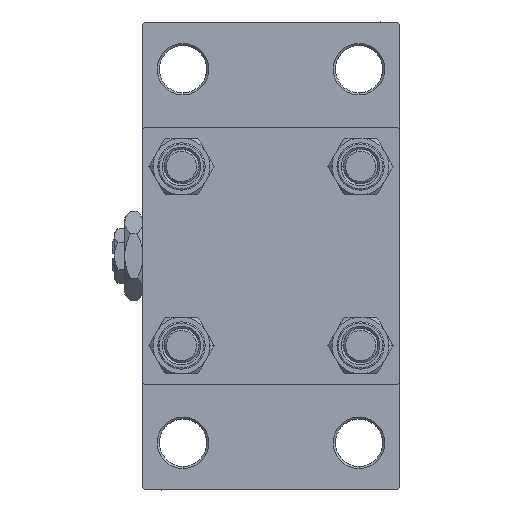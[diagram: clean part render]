
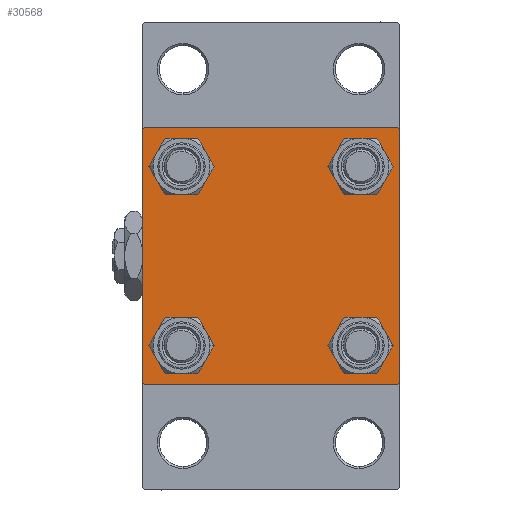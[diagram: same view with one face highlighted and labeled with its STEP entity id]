
A CAD part, left-side view. The second image highlights one B-rep face of the part: STEP entity #30568.
In plain terms, the highlighted planar face has unit normal (-1, 0, 0).
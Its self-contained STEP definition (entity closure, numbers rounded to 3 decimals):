
#72 = ORIENTED_EDGE ( 'NONE', *, *, #23069, .T. ) ;
#318 = EDGE_CURVE ( 'NONE', #11847, #3355, #9894, .T. ) ;
#846 = DIRECTION ( 'NONE',  ( 0., 0., 1. ) ) ;
#1065 = DIRECTION ( 'NONE',  ( 0., 0., 1. ) ) ;
#1134 = EDGE_CURVE ( 'NONE', #14013, #2571, #6434, .T. ) ;
#1142 = AXIS2_PLACEMENT_3D ( 'NONE', #42985, #5433, #20721 ) ;
#1164 = ORIENTED_EDGE ( 'NONE', *, *, #42197, .T. ) ;
#1285 = VERTEX_POINT ( 'NONE', #26955 ) ;
#2155 = EDGE_LOOP ( 'NONE', ( #21679, #12909 ) ) ;
#2158 = AXIS2_PLACEMENT_3D ( 'NONE', #31423, #31666, #20147 ) ;
#2571 = VERTEX_POINT ( 'NONE', #14836 ) ;
#2574 = CARTESIAN_POINT ( 'NONE',  ( 0., 20.85, 16.35 ) ) ;
#2644 = AXIS2_PLACEMENT_3D ( 'NONE', #40182, #20417, #28185 ) ;
#2980 = EDGE_CURVE ( 'NONE', #14053, #20662, #35279, .T. ) ;
#3355 = VERTEX_POINT ( 'NONE', #21609 ) ;
#3457 = LINE ( 'NONE', #34021, #30623 ) ;
#4593 = CARTESIAN_POINT ( 'NONE',  ( 0., -29.5, -30. ) ) ;
#5310 = ORIENTED_EDGE ( 'NONE', *, *, #318, .T. ) ;
#5433 = DIRECTION ( 'NONE',  ( -1., 0., 0. ) ) ;
#5706 = CARTESIAN_POINT ( 'NONE',  ( 0., 30., 30. ) ) ;
#5874 = EDGE_CURVE ( 'NONE', #1285, #19345, #16601, .T. ) ;
#5902 = DIRECTION ( 'NONE',  ( 1., 0., 0. ) ) ;
#6005 = EDGE_CURVE ( 'NONE', #14013, #14053, #13392, .T. ) ;
#6434 = LINE ( 'NONE', #5706, #22948 ) ;
#6495 = EDGE_CURVE ( 'NONE', #43081, #45491, #37418, .T. ) ;
#7082 = VERTEX_POINT ( 'NONE', #23616 ) ;
#7624 = DIRECTION ( 'NONE',  ( 1., 0., 0. ) ) ;
#7888 = AXIS2_PLACEMENT_3D ( 'NONE', #38883, #35386, #1065 ) ;
#8367 = CARTESIAN_POINT ( 'NONE',  ( 0., -20.85, -20.85 ) ) ;
#8757 = CIRCLE ( 'NONE', #42288, 4.5 ) ;
#8818 = VERTEX_POINT ( 'NONE', #42155 ) ;
#9894 = LINE ( 'NONE', #21651, #15736 ) ;
#10896 = DIRECTION ( 'NONE',  ( 0., 0., 1. ) ) ;
#11123 = CARTESIAN_POINT ( 'NONE',  ( 0., 20.85, -25.35 ) ) ;
#11450 = CARTESIAN_POINT ( 'NONE',  ( 0., -30., 30. ) ) ;
#11847 = VERTEX_POINT ( 'NONE', #4593 ) ;
#11851 = AXIS2_PLACEMENT_3D ( 'NONE', #28955, #5902, #40455 ) ;
#12909 = ORIENTED_EDGE ( 'NONE', *, *, #5874, .T. ) ;
#12983 = CIRCLE ( 'NONE', #2644, 4.5 ) ;
#13392 = LINE ( 'NONE', #44132, #34172 ) ;
#13486 = DIRECTION ( 'NONE',  ( 0., -1., 0. ) ) ;
#13651 = ORIENTED_EDGE ( 'NONE', *, *, #33748, .F. ) ;
#14013 = VERTEX_POINT ( 'NONE', #40981 ) ;
#14053 = VERTEX_POINT ( 'NONE', #25474 ) ;
#14409 = EDGE_CURVE ( 'NONE', #19345, #1285, #27079, .T. ) ;
#14416 = CARTESIAN_POINT ( 'NONE',  ( 0., -20.85, 20.85 ) ) ;
#14714 = EDGE_CURVE ( 'NONE', #45491, #43081, #8757, .T. ) ;
#14836 = CARTESIAN_POINT ( 'NONE',  ( 0., -29.5, 30. ) ) ;
#15736 = VECTOR ( 'NONE', #17406, 1000. ) ;
#16156 = ORIENTED_EDGE ( 'NONE', *, *, #2980, .T. ) ;
#16193 = LINE ( 'NONE', #11450, #38867 ) ;
#16462 = FACE_BOUND ( 'NONE', #2155, .T. ) ;
#16601 = CIRCLE ( 'NONE', #2158, 4.5 ) ;
#17406 = DIRECTION ( 'NONE',  ( 0., -0.707, 0.707 ) ) ;
#18123 = ORIENTED_EDGE ( 'NONE', *, *, #22342, .T. ) ;
#19093 = ORIENTED_EDGE ( 'NONE', *, *, #6495, .T. ) ;
#19345 = VERTEX_POINT ( 'NONE', #43022 ) ;
#20009 = EDGE_CURVE ( 'NONE', #29681, #28839, #36098, .T. ) ;
#20147 = DIRECTION ( 'NONE',  ( 0., 0., 1. ) ) ;
#20220 = FACE_BOUND ( 'NONE', #45317, .T. ) ;
#20417 = DIRECTION ( 'NONE',  ( 1., 0., 0. ) ) ;
#20461 = FACE_BOUND ( 'NONE', #49025, .T. ) ;
#20662 = VERTEX_POINT ( 'NONE', #30758 ) ;
#20721 = DIRECTION ( 'NONE',  ( 0., 0., 1. ) ) ;
#21609 = CARTESIAN_POINT ( 'NONE',  ( 0., -30., -29.5 ) ) ;
#21651 = CARTESIAN_POINT ( 'NONE',  ( 0., -29.75, -29.75 ) ) ;
#21679 = ORIENTED_EDGE ( 'NONE', *, *, #14409, .T. ) ;
#22199 = LINE ( 'NONE', #45469, #30153 ) ;
#22342 = EDGE_CURVE ( 'NONE', #20662, #7082, #28541, .T. ) ;
#22351 = DIRECTION ( 'NONE',  ( 1., 0., 0. ) ) ;
#22948 = VECTOR ( 'NONE', #13486, 1000. ) ;
#23069 = EDGE_CURVE ( 'NONE', #7082, #11847, #3457, .T. ) ;
#23610 = EDGE_CURVE ( 'NONE', #30362, #8818, #12983, .T. ) ;
#23616 = CARTESIAN_POINT ( 'NONE',  ( 0., 29.5, -30. ) ) ;
#23674 = ORIENTED_EDGE ( 'NONE', *, *, #45630, .T. ) ;
#24272 = DIRECTION ( 'NONE',  ( 0., 0., -1. ) ) ;
#25474 = CARTESIAN_POINT ( 'NONE',  ( 0., 30., 29.5 ) ) ;
#25991 = CARTESIAN_POINT ( 'NONE',  ( 0., -30., 29.5 ) ) ;
#26098 = CARTESIAN_POINT ( 'NONE',  ( 0., 20.85, -20.85 ) ) ;
#26280 = CIRCLE ( 'NONE', #7888, 4.5 ) ;
#26357 = ORIENTED_EDGE ( 'NONE', *, *, #43528, .T. ) ;
#26502 = DIRECTION ( 'NONE',  ( 0., -1., 0. ) ) ;
#26600 = DIRECTION ( 'NONE',  ( 0., 0., 1. ) ) ;
#26955 = CARTESIAN_POINT ( 'NONE',  ( 0., -20.85, 16.35 ) ) ;
#27079 = CIRCLE ( 'NONE', #41457, 4.5 ) ;
#27254 = VERTEX_POINT ( 'NONE', #25991 ) ;
#27585 = CARTESIAN_POINT ( 'NONE',  ( 0., 20.85, 25.35 ) ) ;
#28024 = CARTESIAN_POINT ( 'NONE',  ( 0., 30., 30. ) ) ;
#28185 = DIRECTION ( 'NONE',  ( 0., 0., 1. ) ) ;
#28541 = LINE ( 'NONE', #33036, #32978 ) ;
#28652 = DIRECTION ( 'NONE',  ( 0., 0.707, -0.707 ) ) ;
#28839 = VERTEX_POINT ( 'NONE', #27585 ) ;
#28955 = CARTESIAN_POINT ( 'NONE',  ( 0., 20.85, -20.85 ) ) ;
#28975 = CARTESIAN_POINT ( 'NONE',  ( 0., 20.85, 20.85 ) ) ;
#29681 = VERTEX_POINT ( 'NONE', #2574 ) ;
#29759 = CARTESIAN_POINT ( 'NONE',  ( 0., -20.85, -16.35 ) ) ;
#30153 = VECTOR ( 'NONE', #34223, 1000. ) ;
#30362 = VERTEX_POINT ( 'NONE', #29759 ) ;
#30401 = ORIENTED_EDGE ( 'NONE', *, *, #1134, .F. ) ;
#30568 = ADVANCED_FACE ( 'NONE', ( #16462, #20461, #20220, #46993, #31493 ), #39746, .T. ) ;
#30623 = VECTOR ( 'NONE', #26502, 1000. ) ;
#30758 = CARTESIAN_POINT ( 'NONE',  ( 0., 30., -29.5 ) ) ;
#31423 = CARTESIAN_POINT ( 'NONE',  ( 0., -20.85, 20.85 ) ) ;
#31493 = FACE_OUTER_BOUND ( 'NONE', #32279, .T. ) ;
#31666 = DIRECTION ( 'NONE',  ( 1., 0., 0. ) ) ;
#32279 = EDGE_LOOP ( 'NONE', ( #16156, #18123, #72, #5310, #13651, #1164, #30401, #33716 ) ) ;
#32718 = ORIENTED_EDGE ( 'NONE', *, *, #23610, .T. ) ;
#32914 = AXIS2_PLACEMENT_3D ( 'NONE', #28975, #40011, #47257 ) ;
#32978 = VECTOR ( 'NONE', #36299, 1000. ) ;
#33036 = CARTESIAN_POINT ( 'NONE',  ( 0., 29.75, -29.75 ) ) ;
#33409 = AXIS2_PLACEMENT_3D ( 'NONE', #8367, #34909, #846 ) ;
#33716 = ORIENTED_EDGE ( 'NONE', *, *, #6005, .T. ) ;
#33748 = EDGE_CURVE ( 'NONE', #27254, #3355, #16193, .T. ) ;
#34021 = CARTESIAN_POINT ( 'NONE',  ( 0., 30., -30. ) ) ;
#34172 = VECTOR ( 'NONE', #28652, 1000. ) ;
#34223 = DIRECTION ( 'NONE',  ( 0., 0.707, 0.707 ) ) ;
#34230 = DIRECTION ( 'NONE',  ( 0., 0., -1. ) ) ;
#34909 = DIRECTION ( 'NONE',  ( 1., 0., 0. ) ) ;
#35279 = LINE ( 'NONE', #28024, #40556 ) ;
#35386 = DIRECTION ( 'NONE',  ( 1., 0., 0. ) ) ;
#35751 = EDGE_LOOP ( 'NONE', ( #23674, #46474 ) ) ;
#36098 = CIRCLE ( 'NONE', #32914, 4.5 ) ;
#36299 = DIRECTION ( 'NONE',  ( 0., -0.707, -0.707 ) ) ;
#37051 = CARTESIAN_POINT ( 'NONE',  ( 0., 20.85, -16.35 ) ) ;
#37418 = CIRCLE ( 'NONE', #11851, 4.5 ) ;
#38867 = VECTOR ( 'NONE', #34230, 1000. ) ;
#38883 = CARTESIAN_POINT ( 'NONE',  ( 0., 20.85, 20.85 ) ) ;
#39194 = ORIENTED_EDGE ( 'NONE', *, *, #14714, .T. ) ;
#39746 = PLANE ( 'NONE',  #1142 ) ;
#40011 = DIRECTION ( 'NONE',  ( 1., 0., 0. ) ) ;
#40182 = CARTESIAN_POINT ( 'NONE',  ( 0., -20.85, -20.85 ) ) ;
#40455 = DIRECTION ( 'NONE',  ( 0., 0., 1. ) ) ;
#40556 = VECTOR ( 'NONE', #24272, 1000. ) ;
#40981 = CARTESIAN_POINT ( 'NONE',  ( 0., 29.5, 30. ) ) ;
#41457 = AXIS2_PLACEMENT_3D ( 'NONE', #14416, #7624, #10896 ) ;
#42155 = CARTESIAN_POINT ( 'NONE',  ( 0., -20.85, -25.35 ) ) ;
#42197 = EDGE_CURVE ( 'NONE', #27254, #2571, #22199, .T. ) ;
#42288 = AXIS2_PLACEMENT_3D ( 'NONE', #26098, #22351, #26600 ) ;
#42985 = CARTESIAN_POINT ( 'NONE',  ( 0., 0., 0. ) ) ;
#43022 = CARTESIAN_POINT ( 'NONE',  ( 0., -20.85, 25.35 ) ) ;
#43081 = VERTEX_POINT ( 'NONE', #37051 ) ;
#43528 = EDGE_CURVE ( 'NONE', #8818, #30362, #44566, .T. ) ;
#44132 = CARTESIAN_POINT ( 'NONE',  ( 0., 29.75, 29.75 ) ) ;
#44566 = CIRCLE ( 'NONE', #33409, 4.5 ) ;
#45317 = EDGE_LOOP ( 'NONE', ( #19093, #39194 ) ) ;
#45469 = CARTESIAN_POINT ( 'NONE',  ( 0., -29.75, 29.75 ) ) ;
#45491 = VERTEX_POINT ( 'NONE', #11123 ) ;
#45630 = EDGE_CURVE ( 'NONE', #28839, #29681, #26280, .T. ) ;
#46474 = ORIENTED_EDGE ( 'NONE', *, *, #20009, .T. ) ;
#46993 = FACE_BOUND ( 'NONE', #35751, .T. ) ;
#47257 = DIRECTION ( 'NONE',  ( 0., 0., 1. ) ) ;
#49025 = EDGE_LOOP ( 'NONE', ( #32718, #26357 ) ) ;
